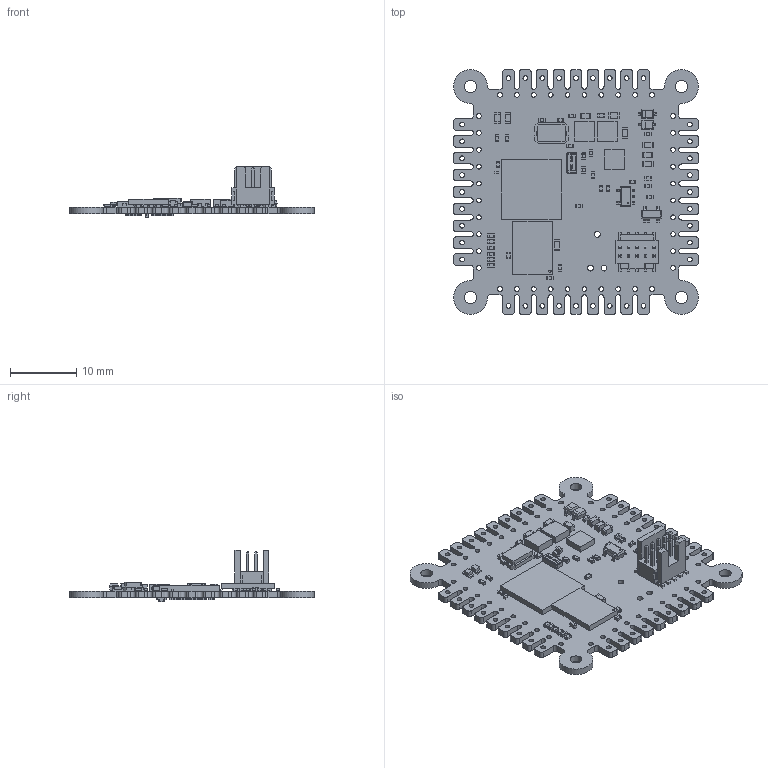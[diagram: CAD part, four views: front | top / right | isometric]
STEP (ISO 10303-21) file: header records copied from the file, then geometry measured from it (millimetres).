
FILE_DESCRIPTION(('Open CASCADE Model'),'2;1');
FILE_NAME('Open CASCADE Shape Model','2023-01-07T19:51:52',('Author'),( 'Open CASCADE'),'Open CASCADE STEP processor 7.5','Open CASCADE 7.5' ,'Unknown');
FILE_SCHEMA(('AUTOMOTIVE_DESIGN { 1 0 10303 214 1 1 1 1 }'));
Length unit declared in the file: millimetre
Products named in the file (163): PCB; Board; Open CASCADE STEP translator 7.5 1.1.1; U3; ct-sot-23-5; R21; 6913568320; Mid_Body; Terminal; Open CASCADE STEP translator 6.8 15.2.1; Mark; R9; 6913565360; U6; 6907896816; X1; User Library-Siward_SX3215; 7221389664; Extruded; C45; User Library-cap_0402; C44; R20; R19; D4; 7221393424; 7221392464; 7221393024; 7221392864; D3; 7221393184; J2; FTSH-105-01-X-DV-K-A; R18; 6913567600; R17; R15; R11; R8; 6901987568 ...
Assembly tree (230 placements, depth 5):
  PCB
    Board
      Open CASCADE STEP translator 7.5 1.1.1
    U3
      ct-sot-23-5
    R21
      6913568320
        Mid_Body
        Terminal  x2
          Open CASCADE STEP translator 6.8 15.2.1
        Mark
    R9
      6913565360
        Mid_Body
        Terminal  x2
          Open CASCADE STEP translator 6.8 15.2.1
        Mark
    U6
      6907896816
    X1
      User Library-Siward_SX3215
      7221389664
        Extruded
    C45
      User Library-cap_0402
    C44
      User Library-cap_0402
    R20
      6913568320
        Mid_Body
        Terminal  x2
          Open CASCADE STEP translator 6.8 15.2.1
        Mark
    R19
      6913568320
        Mid_Body
        Terminal  x2
          Open CASCADE STEP translator 6.8 15.2.1
        Mark
    D4
      7221393424  x2
        Extruded
      7221392464
        Extruded
      7221393024
        Extruded
      7221392864  x2
        Extruded
    D3
      7221393424  x2
        Extruded
      7221393184
        Extruded
      7221393024
        Extruded
      7221392864  x2
        Extruded
    J2
      FTSH-105-01-X-DV-K-A
    R18
Bounding box: 36.83 x 36.83 x 7.7 mm (x, y, z)
Volume: 1493 mm3; surface area: 3959.4 mm2
Topology: 246 solids, 246 shells, 3459 faces, 8246 edges, 5042 vertices
Faces by surface type: plane 2153, cylinder 942, sphere 298, bspline 54, torus 12
Full cylindrical faces by diameter (mm): 0.712 x76, 0.888 x3, 1.016 x2, 1.778 x4
Entity records: 52611 total; most frequent: CARTESIAN_POINT 11343, DIRECTION 7485, ORIENTED_EDGE 7116, EDGE_CURVE 3558, AXIS2_PLACEMENT_3D 2526, LINE 2433, VECTOR 2433, VERTEX_POINT 2326
